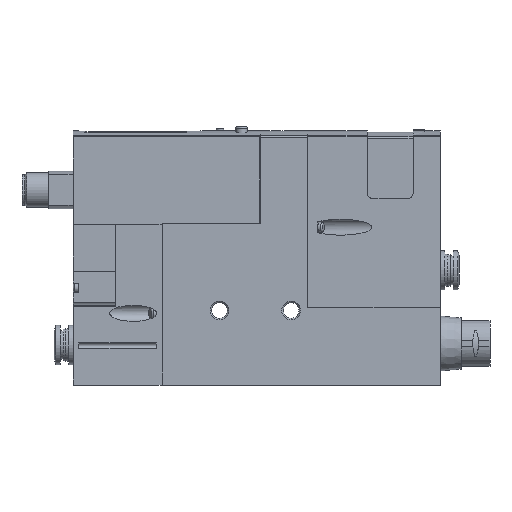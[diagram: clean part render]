
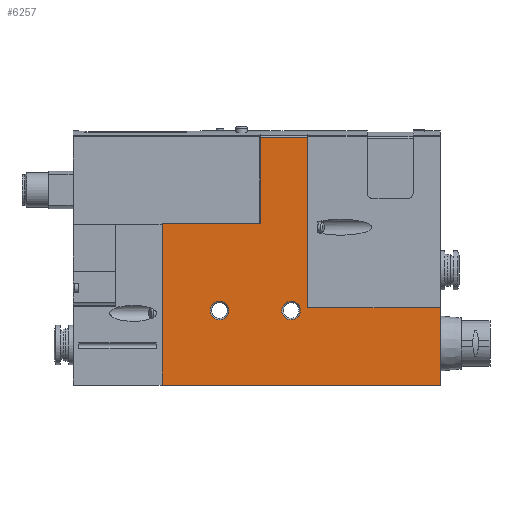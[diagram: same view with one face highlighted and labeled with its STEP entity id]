
A CAD part, top view. The second image highlights one B-rep face of the part: STEP entity #6257.
In plain terms, the highlighted planar face has unit normal (0, 0, 1).
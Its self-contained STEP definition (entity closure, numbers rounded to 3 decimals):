
#142=PLANE('',#6667);
#286=LINE('',#8663,#580);
#382=LINE('',#8896,#676);
#426=LINE('',#9069,#720);
#431=LINE('',#9083,#725);
#439=LINE('',#9099,#733);
#440=LINE('',#9103,#734);
#442=LINE('',#9108,#736);
#444=LINE('',#9119,#738);
#580=VECTOR('',#7175,1000.);
#676=VECTOR('',#7347,1000.);
#720=VECTOR('',#7565,1000.);
#725=VECTOR('',#7578,1000.);
#733=VECTOR('',#7590,1000.);
#734=VECTOR('',#7595,1000.);
#736=VECTOR('',#7601,1000.);
#738=VECTOR('',#7613,1000.);
#923=CIRCLE('',#6668,3.25);
#924=CIRCLE('',#6669,3.25);
#1551=ORIENTED_EDGE('',*,*,#2512,.T.);
#1552=ORIENTED_EDGE('',*,*,#2513,.T.);
#1553=ORIENTED_EDGE('',*,*,#2508,.T.);
#1554=ORIENTED_EDGE('',*,*,#2486,.T.);
#1555=ORIENTED_EDGE('',*,*,#2295,.T.);
#1556=ORIENTED_EDGE('',*,*,#2414,.T.);
#1557=ORIENTED_EDGE('',*,*,#2494,.T.);
#1558=ORIENTED_EDGE('',*,*,#2503,.T.);
#1559=ORIENTED_EDGE('',*,*,#2505,.T.);
#1560=ORIENTED_EDGE('',*,*,#2514,.T.);
#2295=EDGE_CURVE('',#2857,#2856,#286,.T.);
#2414=EDGE_CURVE('',#2856,#2955,#382,.T.);
#2486=EDGE_CURVE('',#2998,#2857,#426,.T.);
#2494=EDGE_CURVE('',#2955,#3002,#431,.T.);
#2503=EDGE_CURVE('',#3002,#3008,#439,.T.);
#2505=EDGE_CURVE('',#3008,#3009,#440,.T.);
#2508=EDGE_CURVE('',#3011,#2998,#442,.T.);
#2512=EDGE_CURVE('',#3013,#3013,#923,.T.);
#2513=EDGE_CURVE('',#3014,#3014,#924,.T.);
#2514=EDGE_CURVE('',#3009,#3011,#444,.T.);
#2856=VERTEX_POINT('',#8662);
#2857=VERTEX_POINT('',#8664);
#2955=VERTEX_POINT('',#8895);
#2998=VERTEX_POINT('',#9070);
#3002=VERTEX_POINT('',#9082);
#3008=VERTEX_POINT('',#9098);
#3009=VERTEX_POINT('',#9102);
#3011=VERTEX_POINT('',#9109);
#3013=VERTEX_POINT('',#9116);
#3014=VERTEX_POINT('',#9118);
#3384=EDGE_LOOP('',(#1551));
#3385=EDGE_LOOP('',(#1552));
#3386=EDGE_LOOP('',(#1553,#1554,#1555,#1556,#1557,#1558,#1559,#1560));
#3854=FACE_BOUND('',#3384,.T.);
#3855=FACE_BOUND('',#3385,.T.);
#3856=FACE_BOUND('',#3386,.T.);
#6257=ADVANCED_FACE('',(#3854,#3855,#3856),#142,.T.);
#6667=AXIS2_PLACEMENT_3D('',#9114,#7607,#7608);
#6668=AXIS2_PLACEMENT_3D('',#9115,#7609,#7610);
#6669=AXIS2_PLACEMENT_3D('',#9117,#7611,#7612);
#7175=DIRECTION('',(0.,-1.,0.));
#7347=DIRECTION('',(1.,0.,0.));
#7565=DIRECTION('',(-1.,0.,0.));
#7578=DIRECTION('',(0.,1.,0.));
#7590=DIRECTION('',(-1.,0.,0.));
#7595=DIRECTION('',(0.,1.,0.));
#7601=DIRECTION('',(0.,-1.,0.));
#7607=DIRECTION('',(0.,0.,1.));
#7608=DIRECTION('',(1.,0.,0.));
#7609=DIRECTION('',(0.,0.,-1.));
#7610=DIRECTION('',(-1.,0.,0.));
#7611=DIRECTION('',(0.,0.,-1.));
#7612=DIRECTION('',(-1.,0.,0.));
#7613=DIRECTION('',(-1.,0.,0.));
#8662=CARTESIAN_POINT('',(31.,0.,10.25));
#8663=CARTESIAN_POINT('',(31.,56.4,10.25));
#8664=CARTESIAN_POINT('',(31.,56.4,10.25));
#8895=CARTESIAN_POINT('',(128.,0.,10.25));
#8896=CARTESIAN_POINT('',(31.,0.,10.25));
#9069=CARTESIAN_POINT('',(65.3,56.4,10.25));
#9070=CARTESIAN_POINT('',(65.3,56.4,10.25));
#9082=CARTESIAN_POINT('',(128.,27.,10.25));
#9083=CARTESIAN_POINT('',(128.,0.,10.25));
#9098=CARTESIAN_POINT('',(81.749,27.,10.25));
#9099=CARTESIAN_POINT('',(128.,27.,10.25));
#9102=CARTESIAN_POINT('',(81.749,86.442,10.25));
#9103=CARTESIAN_POINT('',(81.749,27.,10.25));
#9108=CARTESIAN_POINT('',(65.3,90.,10.25));
#9109=CARTESIAN_POINT('',(65.3,86.442,10.25));
#9114=CARTESIAN_POINT('',(0.,0.,10.25));
#9115=CARTESIAN_POINT('',(76.,26.,10.25));
#9116=CARTESIAN_POINT('',(72.75,26.,10.25));
#9117=CARTESIAN_POINT('',(51.,26.,10.25));
#9118=CARTESIAN_POINT('',(47.75,26.,10.25));
#9119=CARTESIAN_POINT('',(81.75,86.442,10.25));
